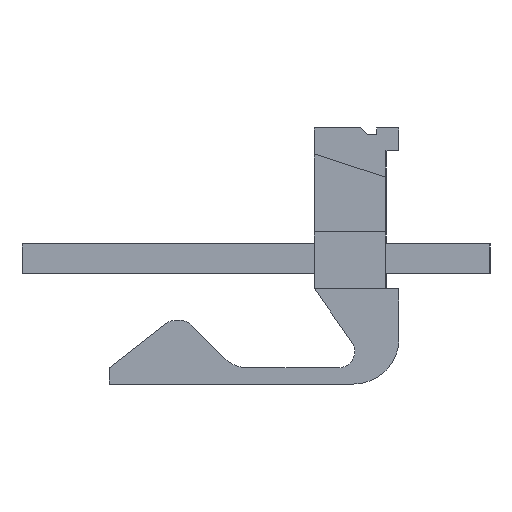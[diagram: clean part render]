
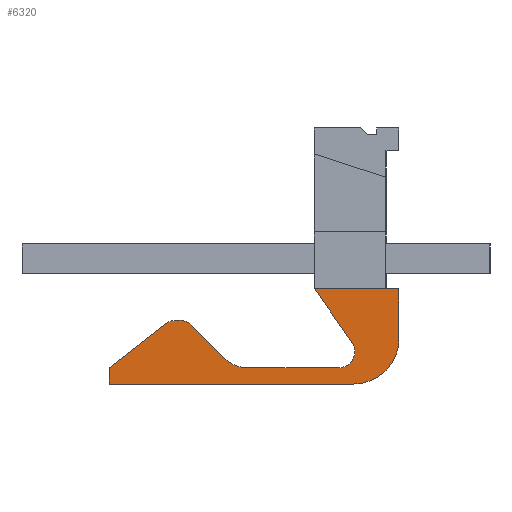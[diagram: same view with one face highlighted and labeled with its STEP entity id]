
A CAD part, left-side view. The second image highlights one B-rep face of the part: STEP entity #6320.
In plain terms, the highlighted planar face has unit normal (-1, 0, 0).
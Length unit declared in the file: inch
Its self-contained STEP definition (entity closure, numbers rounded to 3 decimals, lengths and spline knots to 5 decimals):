
#1421=DIRECTION('',(0.,1.,0.));
#1422=VECTOR('',#1421,0.11);
#1423=CARTESIAN_POINT('',(-0.858,-0.055,-0.12375));
#1424=LINE('',#1423,#1422);
#1906=DIRECTION('',(0.,-1.,0.));
#1907=VECTOR('',#1906,0.02);
#1908=CARTESIAN_POINT('',(-0.858,-0.055,-0.12375));
#1909=LINE('',#1908,#1907);
#1910=DIRECTION('',(0.,0.,-1.));
#1911=VECTOR('',#1910,0.0765);
#1912=CARTESIAN_POINT('',(-0.858,-0.075,-0.12375));
#1913=LINE('',#1912,#1911);
#1914=CARTESIAN_POINT('',(-0.858,-0.005,-0.20025));
#1915=DIRECTION('',(1.,0.,0.));
#1916=DIRECTION('',(0.,-1.,0.));
#1917=AXIS2_PLACEMENT_3D('',#1914,#1915,#1916);
#1919=DIRECTION('',(0.,1.,0.));
#1920=VECTOR('',#1919,0.376);
#1921=CARTESIAN_POINT('',(-0.858,-0.005,-0.27025));
#1922=LINE('',#1921,#1920);
#1923=DIRECTION('',(0.,0.,1.));
#1924=VECTOR('',#1923,0.025);
#1925=CARTESIAN_POINT('',(-0.858,0.371,-0.27025));
#1926=LINE('',#1925,#1924);
#1927=DIRECTION('',(0.,-0.788,0.616));
#1928=VECTOR('',#1927,0.10996);
#1929=CARTESIAN_POINT('',(-0.858,0.371,-0.24525));
#1930=LINE('',#1929,#1928);
#1931=CARTESIAN_POINT('',(-0.858,0.26896,-0.19725));
#1932=DIRECTION('',(1.,0.,0.));
#1933=DIRECTION('',(0.,0.616,0.788));
#1934=AXIS2_PLACEMENT_3D('',#1931,#1932,#1933);
#1936=DIRECTION('',(0.,-1.,0.));
#1937=VECTOR('',#1936,0.00694);
#1938=CARTESIAN_POINT('',(-0.858,0.26896,-0.17225));
#1939=LINE('',#1938,#1937);
#1940=CARTESIAN_POINT('',(-0.858,0.26202,-0.19725));
#1941=DIRECTION('',(1.,0.,0.));
#1942=DIRECTION('',(0.,0.,1.));
#1943=AXIS2_PLACEMENT_3D('',#1940,#1941,#1942);
#1945=DIRECTION('',(0.,-0.707,-0.707));
#1946=VECTOR('',#1945,0.07217);
#1947=CARTESIAN_POINT('',(-0.858,0.24434,-0.17957));
#1948=LINE('',#1947,#1946);
#1949=CARTESIAN_POINT('',(-0.858,0.15795,-0.19525));
#1950=DIRECTION('',(-1.,0.,0.));
#1951=DIRECTION('',(0.,0.707,-0.707));
#1952=AXIS2_PLACEMENT_3D('',#1949,#1950,#1951);
#1954=DIRECTION('',(0.,-1.,0.));
#1955=VECTOR('',#1954,0.14);
#1956=CARTESIAN_POINT('',(-0.858,0.15795,-0.24525));
#1957=LINE('',#1956,#1955);
#1958=CARTESIAN_POINT('',(-0.858,0.01795,-0.22025));
#1959=DIRECTION('',(-1.,0.,0.));
#1960=DIRECTION('',(0.,0.,-1.));
#1961=AXIS2_PLACEMENT_3D('',#1958,#1959,#1960);
#1963=DIRECTION('',(0.,0.574,0.819));
#1964=VECTOR('',#1963,0.1003);
#1965=CARTESIAN_POINT('',(-0.858,-0.00253,-0.20591));
#1966=LINE('',#1965,#1964);
#2607=CARTESIAN_POINT('',(-0.858,-0.075,-0.12375));
#2608=CARTESIAN_POINT('',(-0.858,-0.075,-0.20025));
#2609=VERTEX_POINT('',#2607);
#2610=VERTEX_POINT('',#2608);
#2611=CARTESIAN_POINT('',(-0.858,-0.005,-0.27025));
#2612=CARTESIAN_POINT('',(-0.858,0.371,-0.27025));
#2613=VERTEX_POINT('',#2611);
#2614=VERTEX_POINT('',#2612);
#2615=CARTESIAN_POINT('',(-0.858,0.371,-0.24525));
#2616=VERTEX_POINT('',#2615);
#2617=CARTESIAN_POINT('',(-0.858,0.28435,-0.17755));
#2618=VERTEX_POINT('',#2617);
#2619=CARTESIAN_POINT('',(-0.858,0.26896,-0.17225));
#2620=CARTESIAN_POINT('',(-0.858,0.26202,-0.17225));
#2621=VERTEX_POINT('',#2619);
#2622=VERTEX_POINT('',#2620);
#2623=CARTESIAN_POINT('',(-0.858,0.24434,-0.17957));
#2624=CARTESIAN_POINT('',(-0.858,0.1933,-0.23061));
#2625=VERTEX_POINT('',#2623);
#2626=VERTEX_POINT('',#2624);
#2627=CARTESIAN_POINT('',(-0.858,0.15795,-0.24525));
#2628=CARTESIAN_POINT('',(-0.858,0.01795,-0.24525));
#2629=VERTEX_POINT('',#2627);
#2630=VERTEX_POINT('',#2628);
#2635=CARTESIAN_POINT('',(-0.858,-0.055,-0.12375));
#2636=CARTESIAN_POINT('',(-0.858,0.055,-0.12375));
#2637=VERTEX_POINT('',#2635);
#2638=VERTEX_POINT('',#2636);
#2641=CARTESIAN_POINT('',(-0.858,-0.00253,-0.20591));
#2642=VERTEX_POINT('',#2641);
#6298=CARTESIAN_POINT('',(-0.858,0.,0.));
#6299=DIRECTION('',(1.,0.,0.));
#6300=DIRECTION('',(0.,0.,-1.));
#6301=AXIS2_PLACEMENT_3D('',#6298,#6299,#6300);
#6302=PLANE('',#6301);
#6303=ORIENTED_EDGE('',*,*,#5520,.F.);
#6304=ORIENTED_EDGE('',*,*,#5726,.T.);
#6305=ORIENTED_EDGE('',*,*,#5685,.T.);
#6306=ORIENTED_EDGE('',*,*,#5803,.T.);
#6307=ORIENTED_EDGE('',*,*,#5845,.T.);
#6308=ORIENTED_EDGE('',*,*,#5887,.T.);
#6309=ORIENTED_EDGE('',*,*,#5929,.T.);
#6310=ORIENTED_EDGE('',*,*,#5971,.T.);
#6311=ORIENTED_EDGE('',*,*,#6013,.T.);
#6312=ORIENTED_EDGE('',*,*,#6055,.T.);
#6313=ORIENTED_EDGE('',*,*,#6097,.T.);
#6314=ORIENTED_EDGE('',*,*,#6139,.T.);
#6315=ORIENTED_EDGE('',*,*,#6181,.T.);
#6316=ORIENTED_EDGE('',*,*,#6220,.T.);
#6317=ORIENTED_EDGE('',*,*,#5602,.T.);
#6318=EDGE_LOOP('',(#6303,#6304,#6305,#6306,#6307,#6308,#6309,#6310,#6311,#6312,
#6313,#6314,#6315,#6316,#6317));
#6319=FACE_OUTER_BOUND('',#6318,.F.);
#6320=ADVANCED_FACE('',(#6319),#6302,.F.);
#1918=CIRCLE('',#1917,0.07);
#1935=CIRCLE('',#1934,0.025);
#1944=CIRCLE('',#1943,0.025);
#1953=CIRCLE('',#1952,0.05);
#1962=CIRCLE('',#1961,0.025);
#5520=EDGE_CURVE('',#2637,#2638,#1424,.T.);
#5602=EDGE_CURVE('',#2642,#2638,#1966,.T.);
#5685=EDGE_CURVE('',#2609,#2610,#1913,.T.);
#5726=EDGE_CURVE('',#2637,#2609,#1909,.T.);
#5803=EDGE_CURVE('',#2610,#2613,#1918,.T.);
#5845=EDGE_CURVE('',#2613,#2614,#1922,.T.);
#5887=EDGE_CURVE('',#2614,#2616,#1926,.T.);
#5929=EDGE_CURVE('',#2616,#2618,#1930,.T.);
#5971=EDGE_CURVE('',#2618,#2621,#1935,.T.);
#6013=EDGE_CURVE('',#2621,#2622,#1939,.T.);
#6055=EDGE_CURVE('',#2622,#2625,#1944,.T.);
#6097=EDGE_CURVE('',#2625,#2626,#1948,.T.);
#6139=EDGE_CURVE('',#2626,#2629,#1953,.T.);
#6181=EDGE_CURVE('',#2629,#2630,#1957,.T.);
#6220=EDGE_CURVE('',#2630,#2642,#1962,.T.);
